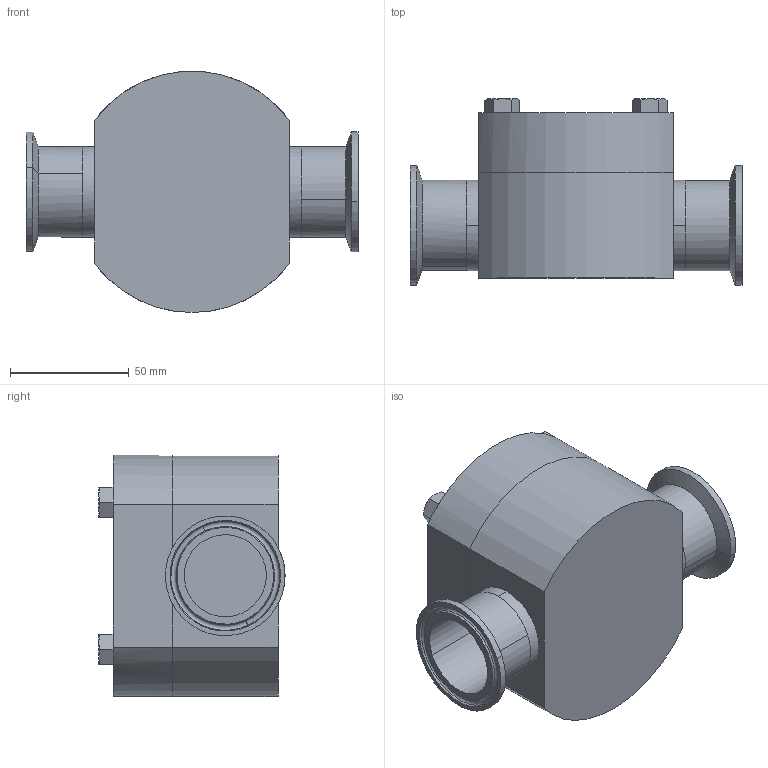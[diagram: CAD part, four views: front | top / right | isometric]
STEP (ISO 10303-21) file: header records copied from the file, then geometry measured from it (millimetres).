
FILE_DESCRIPTION (( 'STEP AP203' ), '1' );
FILE_NAME ('SHC-150-TC.STEP', '2017-06-07T19:38:00', ( '' ), ( '' ), 'SwSTEP 2.0', 'SolidWorks 2014', '' );
FILE_SCHEMA (( 'CONFIG_CONTROL_DESIGN' ));
Length unit declared in the file: inch
Products named in the file (2): SHC-150-TC
Bounding box: 139.7 x 78.38 x 101.43 mm (x, y, z)
Volume: 537717.1 mm3; surface area: 52971.4 mm2
Topology: 1 solids, 1 shells, 106 faces, 241 edges, 143 vertices
Faces by surface type: plane 44, cone 36, cylinder 22, torus 4
Entity records: 3267 total; most frequent: CARTESIAN_POINT 764, DIRECTION 502, ORIENTED_EDGE 482, EDGE_CURVE 241, AXIS2_PLACEMENT_3D 201, VERTEX_POINT 143, EDGE_LOOP 112, FACE_OUTER_BOUND 106
